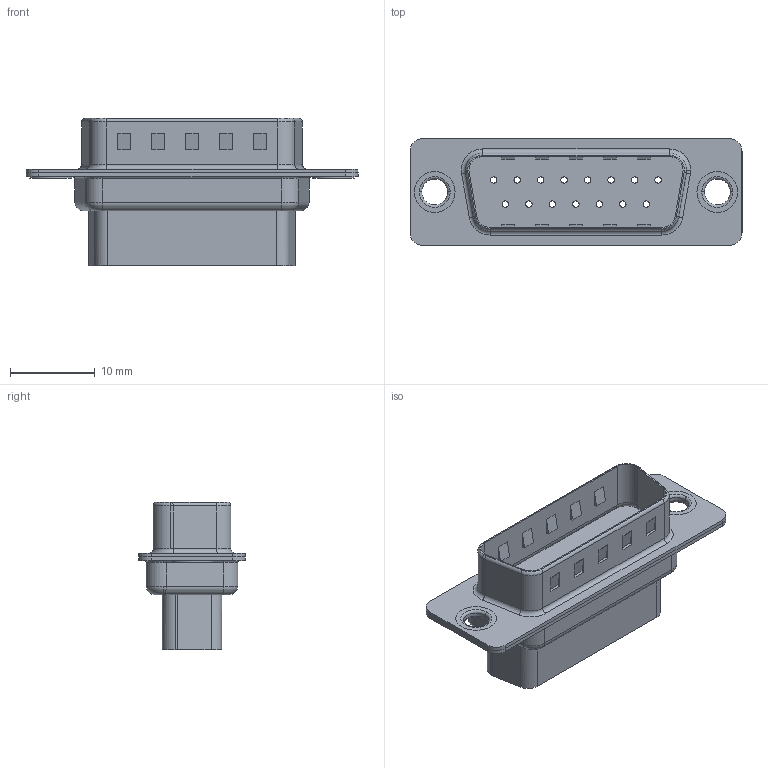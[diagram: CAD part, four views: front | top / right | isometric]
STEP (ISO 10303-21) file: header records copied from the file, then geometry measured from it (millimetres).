
FILE_DESCRIPTION (( 'STEP AP203' ), '1' );
FILE_NAME ('627-015-010-241.STEP', '2020-07-15T20:30:38', ( '' ), ( '' ), 'SwSTEP 2.0', 'SolidWorks 2020', '' );
FILE_SCHEMA (( 'CONFIG_CONTROL_DESIGN' ));
Length unit declared in the file: millimetre
Products named in the file (5): 627-015-010-241; 627 Housing_15 HP; 627 Thru Hole Rivet; 627 Shell Rear_15 Contacts; 627 Shell Front_15 Contacts
Assembly tree (5 placements, depth 2):
  627-015-010-241
    627 Housing_15 HP
    627 Shell Front_15 Contacts
    627 Shell Rear_15 Contacts
    627 Thru Hole Rivet  x2
Bounding box: 39.15 x 12.6 x 17.4 mm (x, y, z)
Volume: 2286 mm3; surface area: 4570.8 mm2
Topology: 5 solids, 5 shells, 434 faces, 1045 edges, 662 vertices
Faces by surface type: cylinder 207, plane 169, torus 58
Entity records: 12903 total; most frequent: DIRECTION 2299, CARTESIAN_POINT 2129, ORIENTED_EDGE 2010, EDGE_CURVE 1005, AXIS2_PLACEMENT_3D 887, VERTEX_POINT 638, LINE 525, VECTOR 525
